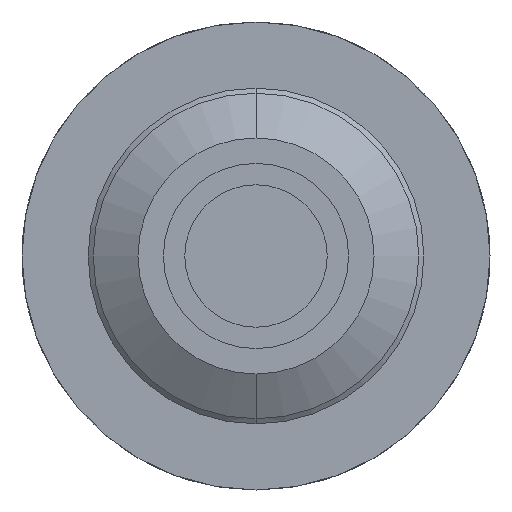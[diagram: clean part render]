
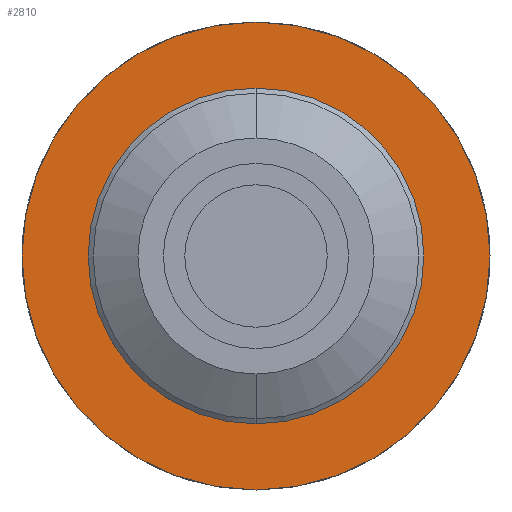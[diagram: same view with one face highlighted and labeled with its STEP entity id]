
A CAD part, front view. The second image highlights one B-rep face of the part: STEP entity #2810.
In plain terms, the highlighted planar face has unit normal (0, -1, 0).
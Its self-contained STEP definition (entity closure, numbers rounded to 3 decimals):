
#208 = AXIS2_PLACEMENT_3D ( 'NONE', #2116, #3834, #1826 ) ;
#358 = CARTESIAN_POINT ( 'NONE',  ( 0., -2., -1.15 ) ) ;
#390 = DIRECTION ( 'NONE',  ( 0., 1., 0. ) ) ;
#404 = AXIS2_PLACEMENT_3D ( 'NONE', #2475, #1856, #506 ) ;
#441 = PLANE ( 'NONE',  #208 ) ;
#506 = DIRECTION ( 'NONE',  ( 0., 0., 1. ) ) ;
#728 = ORIENTED_EDGE ( 'NONE', *, *, #1462, .F. ) ;
#863 = CARTESIAN_POINT ( 'NONE',  ( 0., -2., 0.825 ) ) ;
#907 = CIRCLE ( 'NONE', #1622, 0.825 ) ;
#1140 = VERTEX_POINT ( 'NONE', #3472 ) ;
#1462 = EDGE_CURVE ( 'Defeature ausgef�hrt2_5+Defeature ausgef�hrt2_6+Defeature ausgef�hrt2_6+Defeature ausgef�hrt2_6', #1140, #1919, #3487, .T. ) ;
#1587 = FACE_BOUND ( 'NONE', #2667, .T. ) ;
#1622 = AXIS2_PLACEMENT_3D ( 'NONE', #2834, #3176, #2567 ) ;
#1626 = EDGE_CURVE ( 'Defeature ausgef�hrt2_5+Defeature ausgef�hrt2_6+Defeature ausgef�hrt2_6+Defeature ausgef�hrt2_6', #1919, #1140, #3307, .T. ) ;
#1653 = DIRECTION ( 'NONE',  ( 0., 0., 1. ) ) ;
#1826 = DIRECTION ( 'NONE',  ( 0., 0., 1. ) ) ;
#1856 = DIRECTION ( 'NONE',  ( 0., 1., 0. ) ) ;
#1910 = CARTESIAN_POINT ( 'NONE',  ( 0., -2., -0.825 ) ) ;
#1919 = VERTEX_POINT ( 'NONE', #358 ) ;
#2116 = CARTESIAN_POINT ( 'NONE',  ( 1.15, -2., 0. ) ) ;
#2417 = CIRCLE ( 'NONE', #3531, 0.825 ) ;
#2423 = EDGE_CURVE ( 'Defeature ausgef�hrt2_6+Defeature ausgef�hrt2_4+Defeature ausgef�hrt2_4+Defeature ausgef�hrt2_4', #3011, #4148, #907, .T. ) ;
#2475 = CARTESIAN_POINT ( 'NONE',  ( 0., -2., 0. ) ) ;
#2567 = DIRECTION ( 'NONE',  ( 0., 0., 1. ) ) ;
#2604 = AXIS2_PLACEMENT_3D ( 'NONE', #2974, #3322, #1653 ) ;
#2626 = ORIENTED_EDGE ( 'NONE', *, *, #2423, .T. ) ;
#2667 = EDGE_LOOP ( 'NONE', ( #2626, #4288 ) ) ;
#2810 = ADVANCED_FACE ( 'Defeature ausgef�hrt2_6', ( #2990, #1587 ), #441, .F. ) ;
#2834 = CARTESIAN_POINT ( 'NONE',  ( 0., -2., 0. ) ) ;
#2974 = CARTESIAN_POINT ( 'NONE',  ( 0., -2., 0. ) ) ;
#2990 = FACE_OUTER_BOUND ( 'NONE', #3362, .T. ) ;
#3011 = VERTEX_POINT ( 'NONE', #863 ) ;
#3081 = CARTESIAN_POINT ( 'NONE',  ( 0., -2., 0. ) ) ;
#3176 = DIRECTION ( 'NONE',  ( 0., 1., 0. ) ) ;
#3307 = CIRCLE ( 'NONE', #404, 1.15 ) ;
#3322 = DIRECTION ( 'NONE',  ( 0., 1., 0. ) ) ;
#3362 = EDGE_LOOP ( 'NONE', ( #728, #4019 ) ) ;
#3472 = CARTESIAN_POINT ( 'NONE',  ( 0., -2., 1.15 ) ) ;
#3487 = CIRCLE ( 'NONE', #2604, 1.15 ) ;
#3531 = AXIS2_PLACEMENT_3D ( 'NONE', #3081, #390, #4137 ) ;
#3834 = DIRECTION ( 'NONE',  ( 0., 1., 0. ) ) ;
#4019 = ORIENTED_EDGE ( 'NONE', *, *, #1626, .F. ) ;
#4137 = DIRECTION ( 'NONE',  ( 0., 0., 1. ) ) ;
#4148 = VERTEX_POINT ( 'NONE', #1910 ) ;
#4288 = ORIENTED_EDGE ( 'NONE', *, *, #4365, .T. ) ;
#4365 = EDGE_CURVE ( 'Defeature ausgef�hrt2_6+Defeature ausgef�hrt2_4+Defeature ausgef�hrt2_4+Defeature ausgef�hrt2_4', #4148, #3011, #2417, .T. ) ;
